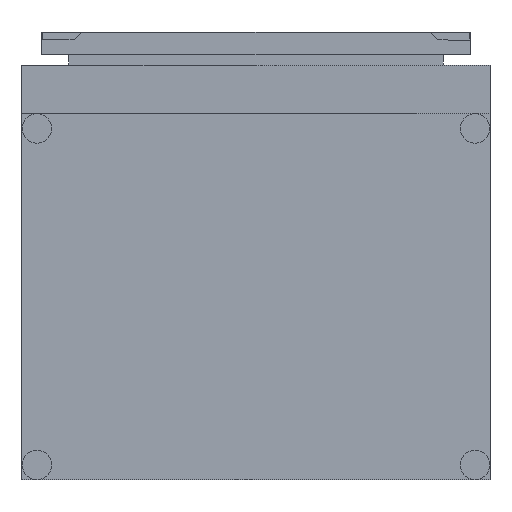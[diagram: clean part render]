
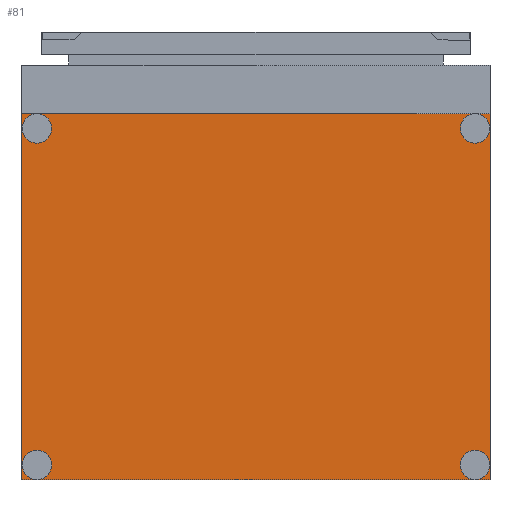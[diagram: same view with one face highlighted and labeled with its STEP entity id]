
A CAD part, front view. The second image highlights one B-rep face of the part: STEP entity #81.
In plain terms, the highlighted planar face has unit normal (0, -1, 0).
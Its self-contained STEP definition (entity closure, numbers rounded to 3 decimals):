
#53 = AXIS2_PLACEMENT_3D ( 'NONE', #1853, #2534, #4107 ) ;
#66 = VECTOR ( 'NONE', #1732, 1000. ) ;
#81 = ADVANCED_FACE ( 'NONE', ( #3279, #3913, #3662, #3972, #2423 ), #2874, .F. ) ;
#180 = EDGE_LOOP ( 'NONE', ( #2776, #2101 ) ) ;
#247 = CARTESIAN_POINT ( 'NONE',  ( 280., -424.5, 14.08 ) ) ;
#325 = CARTESIAN_POINT ( 'NONE',  ( 280., -424.5, 449. ) ) ;
#356 = EDGE_CURVE ( 'NONE', #1257, #2086, #2276, .T. ) ;
#427 = ORIENTED_EDGE ( 'NONE', *, *, #2694, .T. ) ;
#467 = CARTESIAN_POINT ( 'NONE',  ( 299., -424.5, 0. ) ) ;
#582 = ORIENTED_EDGE ( 'NONE', *, *, #1986, .T. ) ;
#591 = EDGE_CURVE ( 'NONE', #946, #1344, #2577, .T. ) ;
#617 = DIRECTION ( 'NONE',  ( 0., 1., 0. ) ) ;
#619 = DIRECTION ( 'NONE',  ( 0., 0., 1. ) ) ;
#622 = AXIS2_PLACEMENT_3D ( 'NONE', #1459, #3121, #3435 ) ;
#783 = LINE ( 'NONE', #1985, #4100 ) ;
#857 = CARTESIAN_POINT ( 'NONE',  ( -280., -424.5, 14.08 ) ) ;
#892 = ORIENTED_EDGE ( 'NONE', *, *, #3676, .T. ) ;
#946 = VERTEX_POINT ( 'NONE', #247 ) ;
#955 = VERTEX_POINT ( 'NONE', #1903 ) ;
#1158 = VECTOR ( 'NONE', #1850, 1000. ) ;
#1175 = DIRECTION ( 'NONE',  ( 0., 1., 0. ) ) ;
#1257 = VERTEX_POINT ( 'NONE', #3508 ) ;
#1344 = VERTEX_POINT ( 'NONE', #1901 ) ;
#1376 = EDGE_CURVE ( 'NONE', #1450, #955, #1423, .T. ) ;
#1423 = CIRCLE ( 'NONE', #2081, 4.92 ) ;
#1450 = VERTEX_POINT ( 'NONE', #2639 ) ;
#1459 = CARTESIAN_POINT ( 'NONE',  ( 280., -424.5, 19. ) ) ;
#1654 = VERTEX_POINT ( 'NONE', #2898 ) ;
#1664 = EDGE_CURVE ( 'NONE', #2799, #1654, #3841, .T. ) ;
#1670 = CARTESIAN_POINT ( 'NONE',  ( -280., -424.5, 23.92 ) ) ;
#1717 = EDGE_LOOP ( 'NONE', ( #4022, #427, #4082, #2757 ) ) ;
#1722 = DIRECTION ( 'NONE',  ( -1., 0., 0. ) ) ;
#1732 = DIRECTION ( 'NONE',  ( 0., 0., -1. ) ) ;
#1771 = LINE ( 'NONE', #4010, #66 ) ;
#1784 = CIRCLE ( 'NONE', #3674, 4.92 ) ;
#1797 = DIRECTION ( 'NONE',  ( 1., 0., 0. ) ) ;
#1850 = DIRECTION ( 'NONE',  ( 0., 0., -1. ) ) ;
#1853 = CARTESIAN_POINT ( 'NONE',  ( -299., -424.5, 530. ) ) ;
#1877 = DIRECTION ( 'NONE',  ( 0., 0., 1. ) ) ;
#1901 = CARTESIAN_POINT ( 'NONE',  ( 280., -424.5, 23.92 ) ) ;
#1903 = CARTESIAN_POINT ( 'NONE',  ( 280., -424.5, 453.92 ) ) ;
#1951 = DIRECTION ( 'NONE',  ( 0., 0., 1. ) ) ;
#1972 = DIRECTION ( 'NONE',  ( 0., 1., 0. ) ) ;
#1985 = CARTESIAN_POINT ( 'NONE',  ( 299., -424.5, 468. ) ) ;
#1986 = EDGE_CURVE ( 'NONE', #1654, #2799, #2954, .T. ) ;
#2057 = CARTESIAN_POINT ( 'NONE',  ( -299., -424.5, 0. ) ) ;
#2081 = AXIS2_PLACEMENT_3D ( 'NONE', #325, #4210, #1951 ) ;
#2086 = VERTEX_POINT ( 'NONE', #2057 ) ;
#2101 = ORIENTED_EDGE ( 'NONE', *, *, #3746, .T. ) ;
#2206 = EDGE_CURVE ( 'NONE', #2885, #2911, #1771, .T. ) ;
#2250 = AXIS2_PLACEMENT_3D ( 'NONE', #4119, #2540, #1877 ) ;
#2276 = LINE ( 'NONE', #4087, #1158 ) ;
#2302 = EDGE_LOOP ( 'NONE', ( #3467, #892 ) ) ;
#2413 = AXIS2_PLACEMENT_3D ( 'NONE', #3156, #1175, #3471 ) ;
#2423 = FACE_OUTER_BOUND ( 'NONE', #1717, .T. ) ;
#2534 = DIRECTION ( 'NONE',  ( 0., 1., 0. ) ) ;
#2540 = DIRECTION ( 'NONE',  ( 0., 1., 0. ) ) ;
#2577 = CIRCLE ( 'NONE', #2865, 4.92 ) ;
#2588 = EDGE_LOOP ( 'NONE', ( #3018, #3147 ) ) ;
#2614 = CARTESIAN_POINT ( 'NONE',  ( -280., -424.5, 449. ) ) ;
#2639 = CARTESIAN_POINT ( 'NONE',  ( 280., -424.5, 444.08 ) ) ;
#2641 = AXIS2_PLACEMENT_3D ( 'NONE', #3229, #617, #2903 ) ;
#2677 = LINE ( 'NONE', #2827, #3325 ) ;
#2694 = EDGE_CURVE ( 'NONE', #2885, #1257, #783, .T. ) ;
#2757 = ORIENTED_EDGE ( 'NONE', *, *, #3764, .T. ) ;
#2776 = ORIENTED_EDGE ( 'NONE', *, *, #591, .T. ) ;
#2799 = VERTEX_POINT ( 'NONE', #3093 ) ;
#2827 = CARTESIAN_POINT ( 'NONE',  ( -299., -424.5, 0. ) ) ;
#2840 = DIRECTION ( 'NONE',  ( 0., 1., 0. ) ) ;
#2865 = AXIS2_PLACEMENT_3D ( 'NONE', #3828, #2840, #4234 ) ;
#2874 = PLANE ( 'NONE',  #53 ) ;
#2885 = VERTEX_POINT ( 'NONE', #3086 ) ;
#2898 = CARTESIAN_POINT ( 'NONE',  ( -280., -424.5, 444.08 ) ) ;
#2903 = DIRECTION ( 'NONE',  ( 0., 0., 1. ) ) ;
#2911 = VERTEX_POINT ( 'NONE', #467 ) ;
#2954 = CIRCLE ( 'NONE', #4183, 4.92 ) ;
#3018 = ORIENTED_EDGE ( 'NONE', *, *, #3305, .T. ) ;
#3086 = CARTESIAN_POINT ( 'NONE',  ( 299., -424.5, 468. ) ) ;
#3093 = CARTESIAN_POINT ( 'NONE',  ( -280., -424.5, 453.92 ) ) ;
#3121 = DIRECTION ( 'NONE',  ( 0., 1., 0. ) ) ;
#3136 = DIRECTION ( 'NONE',  ( 0., 0., 1. ) ) ;
#3147 = ORIENTED_EDGE ( 'NONE', *, *, #1376, .T. ) ;
#3156 = CARTESIAN_POINT ( 'NONE',  ( -280., -424.5, 19. ) ) ;
#3160 = DIRECTION ( 'NONE',  ( 0., 1., 0. ) ) ;
#3229 = CARTESIAN_POINT ( 'NONE',  ( 280., -424.5, 449. ) ) ;
#3279 = FACE_BOUND ( 'NONE', #2588, .T. ) ;
#3305 = EDGE_CURVE ( 'NONE', #955, #1450, #4164, .T. ) ;
#3325 = VECTOR ( 'NONE', #1797, 1000. ) ;
#3435 = DIRECTION ( 'NONE',  ( 0., 0., 1. ) ) ;
#3467 = ORIENTED_EDGE ( 'NONE', *, *, #3884, .T. ) ;
#3471 = DIRECTION ( 'NONE',  ( 0., 0., 1. ) ) ;
#3508 = CARTESIAN_POINT ( 'NONE',  ( -299., -424.5, 468. ) ) ;
#3522 = EDGE_LOOP ( 'NONE', ( #3827, #582 ) ) ;
#3662 = FACE_BOUND ( 'NONE', #2302, .T. ) ;
#3674 = AXIS2_PLACEMENT_3D ( 'NONE', #3770, #3160, #3136 ) ;
#3676 = EDGE_CURVE ( 'NONE', #4222, #3874, #3959, .T. ) ;
#3746 = EDGE_CURVE ( 'NONE', #1344, #946, #3801, .T. ) ;
#3764 = EDGE_CURVE ( 'NONE', #2086, #2911, #2677, .T. ) ;
#3770 = CARTESIAN_POINT ( 'NONE',  ( -280., -424.5, 19. ) ) ;
#3801 = CIRCLE ( 'NONE', #622, 4.92 ) ;
#3827 = ORIENTED_EDGE ( 'NONE', *, *, #1664, .T. ) ;
#3828 = CARTESIAN_POINT ( 'NONE',  ( 280., -424.5, 19. ) ) ;
#3841 = CIRCLE ( 'NONE', #2250, 4.92 ) ;
#3874 = VERTEX_POINT ( 'NONE', #857 ) ;
#3884 = EDGE_CURVE ( 'NONE', #3874, #4222, #1784, .T. ) ;
#3913 = FACE_BOUND ( 'NONE', #3522, .T. ) ;
#3959 = CIRCLE ( 'NONE', #2413, 4.92 ) ;
#3972 = FACE_BOUND ( 'NONE', #180, .T. ) ;
#4010 = CARTESIAN_POINT ( 'NONE',  ( 299., -424.5, 530. ) ) ;
#4022 = ORIENTED_EDGE ( 'NONE', *, *, #2206, .F. ) ;
#4082 = ORIENTED_EDGE ( 'NONE', *, *, #356, .T. ) ;
#4087 = CARTESIAN_POINT ( 'NONE',  ( -299., -424.5, 530. ) ) ;
#4100 = VECTOR ( 'NONE', #1722, 1000. ) ;
#4107 = DIRECTION ( 'NONE',  ( 0., 0., 1. ) ) ;
#4119 = CARTESIAN_POINT ( 'NONE',  ( -280., -424.5, 449. ) ) ;
#4164 = CIRCLE ( 'NONE', #2641, 4.92 ) ;
#4183 = AXIS2_PLACEMENT_3D ( 'NONE', #2614, #1972, #619 ) ;
#4210 = DIRECTION ( 'NONE',  ( 0., 1., 0. ) ) ;
#4222 = VERTEX_POINT ( 'NONE', #1670 ) ;
#4234 = DIRECTION ( 'NONE',  ( 0., 0., 1. ) ) ;
